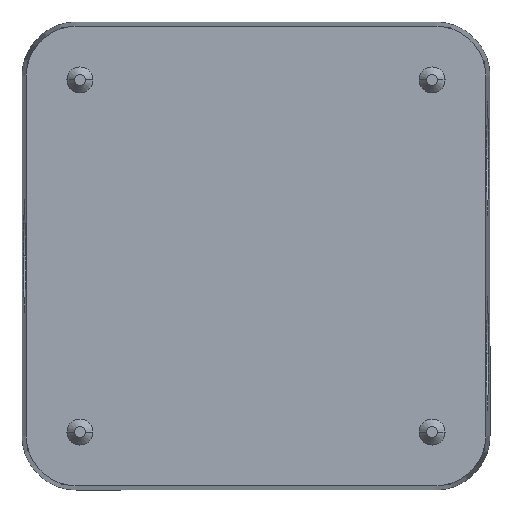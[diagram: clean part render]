
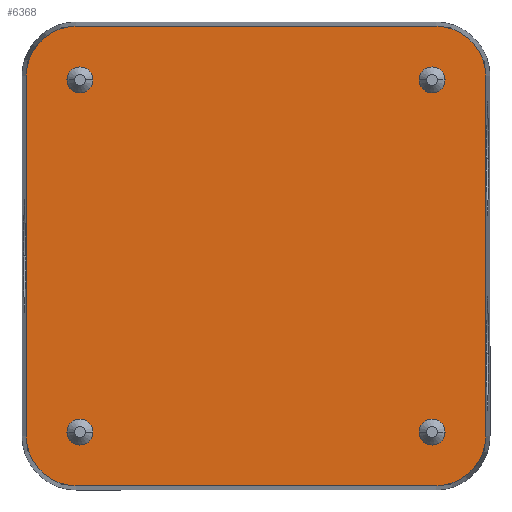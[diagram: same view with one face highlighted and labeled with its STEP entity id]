
A CAD part, front view. The second image highlights one B-rep face of the part: STEP entity #6368.
In plain terms, the highlighted planar face has unit normal (0, -1, 0).
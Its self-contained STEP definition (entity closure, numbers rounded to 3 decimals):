
#149 = AXIS2_PLACEMENT_3D ( 'NONE', #810, #4530, #8221 ) ;
#156 = VERTEX_POINT ( 'NONE', #5649 ) ;
#435 = CARTESIAN_POINT ( 'NONE',  ( -42.416, -44.9, 33.2 ) ) ;
#532 = EDGE_CURVE ( 'NONE', #156, #2058, #7456, .T. ) ;
#535 = CARTESIAN_POINT ( 'NONE',  ( -32.5, -44.9, 32.5 ) ) ;
#669 = VECTOR ( 'NONE', #2485, 1000. ) ;
#671 = VERTEX_POINT ( 'NONE', #10904 ) ;
#810 = CARTESIAN_POINT ( 'NONE',  ( -32.5, -44.9, -32.5 ) ) ;
#842 = EDGE_CURVE ( 'NONE', #8696, #6400, #2392, .T. ) ;
#927 = DIRECTION ( 'NONE',  ( -1., 0., 0. ) ) ;
#1029 = AXIS2_PLACEMENT_3D ( 'NONE', #3870, #10311, #8653 ) ;
#1062 = AXIS2_PLACEMENT_3D ( 'NONE', #7484, #10215, #8505 ) ;
#1080 = DIRECTION ( 'NONE',  ( 0., -1., 0. ) ) ;
#1093 = CIRCLE ( 'NONE', #7884, 2.4 ) ;
#1115 = VERTEX_POINT ( 'NONE', #4582 ) ;
#1207 = CARTESIAN_POINT ( 'NONE',  ( 32.5, -44.9, 32.5 ) ) ;
#1250 = CIRCLE ( 'NONE', #9589, 2.4 ) ;
#1285 = CARTESIAN_POINT ( 'NONE',  ( 33.2, -44.9, 42.416 ) ) ;
#1303 = CARTESIAN_POINT ( 'NONE',  ( -34.9, -44.9, -32.5 ) ) ;
#1363 = DIRECTION ( 'NONE',  ( 0., -1., 0. ) ) ;
#1384 = CARTESIAN_POINT ( 'NONE',  ( -30.1, -44.9, -32.5 ) ) ;
#1418 = DIRECTION ( 'NONE',  ( -1., 0., 0. ) ) ;
#1450 = CIRCLE ( 'NONE', #7856, 9.216 ) ;
#1561 = LINE ( 'NONE', #7214, #669 ) ;
#1564 = VERTEX_POINT ( 'NONE', #3024 ) ;
#1672 = ORIENTED_EDGE ( 'NONE', *, *, #1853, .F. ) ;
#1853 = EDGE_CURVE ( 'NONE', #6112, #1564, #2053, .T. ) ;
#1897 = LINE ( 'NONE', #5615, #5894 ) ;
#2050 = CARTESIAN_POINT ( 'NONE',  ( -32.5, -44.9, 32.5 ) ) ;
#2053 = CIRCLE ( 'NONE', #3046, 2.4 ) ;
#2058 = VERTEX_POINT ( 'NONE', #6420 ) ;
#2112 = DIRECTION ( 'NONE',  ( -1., 0., 0. ) ) ;
#2193 = EDGE_LOOP ( 'NONE', ( #7293, #2220, #10189, #3232, #2286, #8511, #2381, #8185 ) ) ;
#2220 = ORIENTED_EDGE ( 'NONE', *, *, #4974, .F. ) ;
#2254 = CIRCLE ( 'NONE', #149, 2.4 ) ;
#2275 = FACE_BOUND ( 'NONE', #5515, .T. ) ;
#2286 = ORIENTED_EDGE ( 'NONE', *, *, #7390, .F. ) ;
#2381 = ORIENTED_EDGE ( 'NONE', *, *, #4209, .F. ) ;
#2392 = CIRCLE ( 'NONE', #1029, 2.4 ) ;
#2431 = CARTESIAN_POINT ( 'NONE',  ( 32.5, -44.9, -32.5 ) ) ;
#2458 = DIRECTION ( 'NONE',  ( -1., 0., 0. ) ) ;
#2485 = DIRECTION ( 'NONE',  ( 1., 0., 0. ) ) ;
#2524 = EDGE_CURVE ( 'NONE', #6400, #8696, #1093, .T. ) ;
#2650 = AXIS2_PLACEMENT_3D ( 'NONE', #5643, #4673, #5523 ) ;
#2880 = AXIS2_PLACEMENT_3D ( 'NONE', #3940, #10499, #2112 ) ;
#2903 = EDGE_CURVE ( 'NONE', #6274, #11001, #10184, .T. ) ;
#3024 = CARTESIAN_POINT ( 'NONE',  ( 34.9, -44.9, 32.5 ) ) ;
#3046 = AXIS2_PLACEMENT_3D ( 'NONE', #1207, #5780, #4812 ) ;
#3119 = DIRECTION ( 'NONE',  ( -1., 0., 0. ) ) ;
#3181 = CARTESIAN_POINT ( 'NONE',  ( 32.5, -44.9, 32.5 ) ) ;
#3232 = ORIENTED_EDGE ( 'NONE', *, *, #6125, .F. ) ;
#3233 = ORIENTED_EDGE ( 'NONE', *, *, #842, .F. ) ;
#3497 = VERTEX_POINT ( 'NONE', #1285 ) ;
#3516 = CARTESIAN_POINT ( 'NONE',  ( 30.1, -44.9, 32.5 ) ) ;
#3556 = AXIS2_PLACEMENT_3D ( 'NONE', #2050, #1080, #11347 ) ;
#3811 = ORIENTED_EDGE ( 'NONE', *, *, #2903, .F. ) ;
#3854 = CARTESIAN_POINT ( 'NONE',  ( 33.2, -44.9, 33.2 ) ) ;
#3870 = CARTESIAN_POINT ( 'NONE',  ( 32.5, -44.9, -32.5 ) ) ;
#3940 = CARTESIAN_POINT ( 'NONE',  ( -33.2, -44.9, -33.2 ) ) ;
#4040 = VECTOR ( 'NONE', #3119, 1000. ) ;
#4150 = DIRECTION ( 'NONE',  ( -1., 0., 0. ) ) ;
#4171 = CARTESIAN_POINT ( 'NONE',  ( 33.2, -44.9, -33.2 ) ) ;
#4209 = EDGE_CURVE ( 'NONE', #671, #4458, #9259, .T. ) ;
#4286 = FACE_OUTER_BOUND ( 'NONE', #2193, .T. ) ;
#4458 = VERTEX_POINT ( 'NONE', #10123 ) ;
#4530 = DIRECTION ( 'NONE',  ( 0., -1., 0. ) ) ;
#4582 = CARTESIAN_POINT ( 'NONE',  ( 42.416, -44.9, 33.2 ) ) ;
#4673 = DIRECTION ( 'NONE',  ( 0., 1., 0. ) ) ;
#4812 = DIRECTION ( 'NONE',  ( -1., 0., 0. ) ) ;
#4813 = EDGE_CURVE ( 'NONE', #10438, #671, #11774, .T. ) ;
#4974 = EDGE_CURVE ( 'NONE', #1115, #9779, #7210, .T. ) ;
#5111 = EDGE_LOOP ( 'NONE', ( #1672, #10651 ) ) ;
#5155 = DIRECTION ( 'NONE',  ( -1., 0., 0. ) ) ;
#5396 = CARTESIAN_POINT ( 'NONE',  ( 30.1, -44.9, -32.5 ) ) ;
#5515 = EDGE_LOOP ( 'NONE', ( #3233, #6596 ) ) ;
#5523 = DIRECTION ( 'NONE',  ( -1., 0., 0. ) ) ;
#5615 = CARTESIAN_POINT ( 'NONE',  ( -42.416, -44.9, -33.2 ) ) ;
#5643 = CARTESIAN_POINT ( 'NONE',  ( -33.2, -44.9, 33.2 ) ) ;
#5649 = CARTESIAN_POINT ( 'NONE',  ( -30.1, -44.9, 32.5 ) ) ;
#5744 = VERTEX_POINT ( 'NONE', #435 ) ;
#5780 = DIRECTION ( 'NONE',  ( 0., -1., 0. ) ) ;
#5894 = VECTOR ( 'NONE', #6699, 1000. ) ;
#5981 = VECTOR ( 'NONE', #9212, 1000. ) ;
#5993 = FACE_BOUND ( 'NONE', #9598, .T. ) ;
#6030 = DIRECTION ( 'NONE',  ( 0., -1., 0. ) ) ;
#6031 = DIRECTION ( 'NONE',  ( 0., -1., 0. ) ) ;
#6048 = DIRECTION ( 'NONE',  ( 0., 1., 0. ) ) ;
#6107 = CARTESIAN_POINT ( 'NONE',  ( 33.2, -44.9, -33.2 ) ) ;
#6112 = VERTEX_POINT ( 'NONE', #3516 ) ;
#6125 = EDGE_CURVE ( 'NONE', #8388, #3497, #1561, .T. ) ;
#6274 = VERTEX_POINT ( 'NONE', #1303 ) ;
#6368 = ADVANCED_FACE ( 'Defeatured_1_119', ( #10722, #2275, #4286, #6956, #5993 ), #9692, .T. ) ;
#6371 = EDGE_CURVE ( 'NONE', #9779, #10438, #7277, .T. ) ;
#6400 = VERTEX_POINT ( 'NONE', #10170 ) ;
#6420 = CARTESIAN_POINT ( 'NONE',  ( -34.9, -44.9, 32.5 ) ) ;
#6428 = EDGE_LOOP ( 'NONE', ( #3811, #8971 ) ) ;
#6537 = EDGE_CURVE ( 'NONE', #3497, #1115, #1450, .T. ) ;
#6596 = ORIENTED_EDGE ( 'NONE', *, *, #2524, .F. ) ;
#6699 = DIRECTION ( 'NONE',  ( 0., 0., 1. ) ) ;
#6889 = AXIS2_PLACEMENT_3D ( 'NONE', #4171, #6048, #1418 ) ;
#6956 = FACE_BOUND ( 'NONE', #6428, .T. ) ;
#7088 = CIRCLE ( 'NONE', #8453, 2.4 ) ;
#7210 = LINE ( 'NONE', #8306, #5981 ) ;
#7214 = CARTESIAN_POINT ( 'NONE',  ( -33.2, -44.9, 42.416 ) ) ;
#7277 = CIRCLE ( 'NONE', #6889, 9.216 ) ;
#7293 = ORIENTED_EDGE ( 'NONE', *, *, #6371, .F. ) ;
#7319 = EDGE_CURVE ( 'NONE', #1564, #6112, #7088, .T. ) ;
#7390 = EDGE_CURVE ( 'NONE', #5744, #8388, #7875, .T. ) ;
#7456 = CIRCLE ( 'NONE', #3556, 2.4 ) ;
#7484 = CARTESIAN_POINT ( 'NONE',  ( -32.5, -44.9, -32.5 ) ) ;
#7489 = AXIS2_PLACEMENT_3D ( 'NONE', #6107, #1363, #2458 ) ;
#7856 = AXIS2_PLACEMENT_3D ( 'NONE', #3854, #10420, #927 ) ;
#7875 = CIRCLE ( 'NONE', #2650, 9.216 ) ;
#7884 = AXIS2_PLACEMENT_3D ( 'NONE', #2431, #6030, #10639 ) ;
#7942 = DIRECTION ( 'NONE',  ( 0., -1., 0. ) ) ;
#7981 = CARTESIAN_POINT ( 'NONE',  ( 42.416, -44.9, -33.2 ) ) ;
#8185 = ORIENTED_EDGE ( 'NONE', *, *, #4813, .F. ) ;
#8221 = DIRECTION ( 'NONE',  ( -1., 0., 0. ) ) ;
#8306 = CARTESIAN_POINT ( 'NONE',  ( 42.416, -44.9, -33.2 ) ) ;
#8388 = VERTEX_POINT ( 'NONE', #10145 ) ;
#8389 = CARTESIAN_POINT ( 'NONE',  ( 33.2, -44.9, -42.416 ) ) ;
#8453 = AXIS2_PLACEMENT_3D ( 'NONE', #3181, #6031, #4150 ) ;
#8505 = DIRECTION ( 'NONE',  ( -1., 0., 0. ) ) ;
#8511 = ORIENTED_EDGE ( 'NONE', *, *, #11943, .F. ) ;
#8566 = EDGE_CURVE ( 'NONE', #2058, #156, #1250, .T. ) ;
#8653 = DIRECTION ( 'NONE',  ( -1., 0., 0. ) ) ;
#8696 = VERTEX_POINT ( 'NONE', #5396 ) ;
#8971 = ORIENTED_EDGE ( 'NONE', *, *, #11439, .F. ) ;
#9212 = DIRECTION ( 'NONE',  ( 0., 0., -1. ) ) ;
#9259 = CIRCLE ( 'NONE', #2880, 9.216 ) ;
#9589 = AXIS2_PLACEMENT_3D ( 'NONE', #535, #7942, #5155 ) ;
#9598 = EDGE_LOOP ( 'NONE', ( #11353, #10195 ) ) ;
#9667 = CARTESIAN_POINT ( 'NONE',  ( -33.2, -44.9, -42.416 ) ) ;
#9692 = PLANE ( 'NONE',  #7489 ) ;
#9779 = VERTEX_POINT ( 'NONE', #7981 ) ;
#10123 = CARTESIAN_POINT ( 'NONE',  ( -42.416, -44.9, -33.2 ) ) ;
#10145 = CARTESIAN_POINT ( 'NONE',  ( -33.2, -44.9, 42.416 ) ) ;
#10170 = CARTESIAN_POINT ( 'NONE',  ( 34.9, -44.9, -32.5 ) ) ;
#10184 = CIRCLE ( 'NONE', #1062, 2.4 ) ;
#10189 = ORIENTED_EDGE ( 'NONE', *, *, #6537, .F. ) ;
#10195 = ORIENTED_EDGE ( 'NONE', *, *, #532, .F. ) ;
#10215 = DIRECTION ( 'NONE',  ( 0., -1., 0. ) ) ;
#10311 = DIRECTION ( 'NONE',  ( 0., -1., 0. ) ) ;
#10420 = DIRECTION ( 'NONE',  ( 0., 1., 0. ) ) ;
#10438 = VERTEX_POINT ( 'NONE', #8389 ) ;
#10499 = DIRECTION ( 'NONE',  ( 0., 1., 0. ) ) ;
#10639 = DIRECTION ( 'NONE',  ( -1., 0., 0. ) ) ;
#10651 = ORIENTED_EDGE ( 'NONE', *, *, #7319, .F. ) ;
#10722 = FACE_BOUND ( 'NONE', #5111, .T. ) ;
#10904 = CARTESIAN_POINT ( 'NONE',  ( -33.2, -44.9, -42.416 ) ) ;
#11001 = VERTEX_POINT ( 'NONE', #1384 ) ;
#11347 = DIRECTION ( 'NONE',  ( -1., 0., 0. ) ) ;
#11353 = ORIENTED_EDGE ( 'NONE', *, *, #8566, .F. ) ;
#11439 = EDGE_CURVE ( 'NONE', #11001, #6274, #2254, .T. ) ;
#11774 = LINE ( 'NONE', #9667, #4040 ) ;
#11943 = EDGE_CURVE ( 'NONE', #4458, #5744, #1897, .T. ) ;
